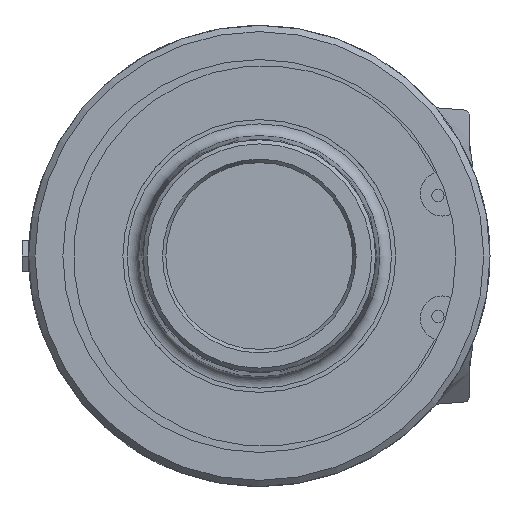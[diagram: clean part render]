
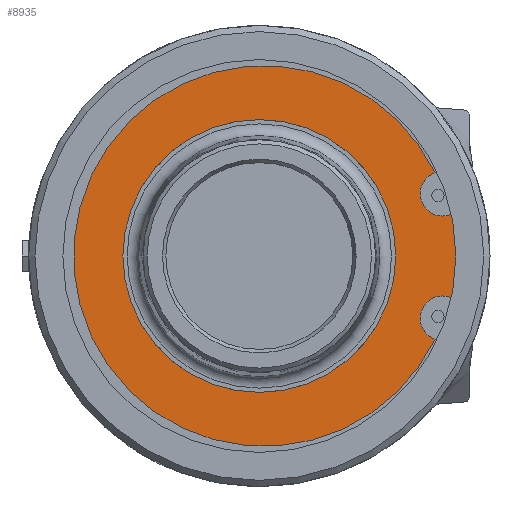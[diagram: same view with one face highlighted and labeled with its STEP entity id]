
A CAD part, left-side view. The second image highlights one B-rep face of the part: STEP entity #8935.
In plain terms, the highlighted planar face has unit normal (-1, 0, 0).
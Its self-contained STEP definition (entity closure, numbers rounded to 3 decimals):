
#340=PLANE('',#9613);
#503=FACE_BOUND('',#1658,.T.);
#1103=FACE_OUTER_BOUND('',#1657,.T.);
#1657=EDGE_LOOP('',(#6346,#6347,#6348,#6349,#6350,#6351));
#1658=EDGE_LOOP('',(#6352,#6353));
#2285=CIRCLE('',#9612,53.8);
#2286=CIRCLE('',#9614,5.682);
#2287=CIRCLE('',#9615,48.478);
#2288=CIRCLE('',#9616,5.682);
#2289=CIRCLE('',#9617,34.75);
#2290=CIRCLE('',#9618,34.75);
#2549=LINE('',#18069,#3035);
#2550=LINE('',#18071,#3036);
#3035=VECTOR('',#10490,10.);
#3036=VECTOR('',#10491,10.);
#3839=VERTEX_POINT('',#18057);
#3843=VERTEX_POINT('',#18064);
#3844=VERTEX_POINT('',#18068);
#3845=VERTEX_POINT('',#18070);
#3846=VERTEX_POINT('',#18072);
#3847=VERTEX_POINT('',#18074);
#3848=VERTEX_POINT('',#18077);
#3849=VERTEX_POINT('',#18078);
#4823=EDGE_CURVE('',#3839,#3843,#2285,.T.);
#4824=EDGE_CURVE('',#3844,#3839,#2549,.T.);
#4825=EDGE_CURVE('',#3843,#3845,#2550,.T.);
#4826=EDGE_CURVE('',#3845,#3846,#2286,.T.);
#4827=EDGE_CURVE('',#3846,#3847,#2287,.T.);
#4828=EDGE_CURVE('',#3847,#3844,#2288,.T.);
#4829=EDGE_CURVE('',#3848,#3849,#2289,.T.);
#4830=EDGE_CURVE('',#3849,#3848,#2290,.T.);
#6346=ORIENTED_EDGE('',*,*,#4824,.T.);
#6347=ORIENTED_EDGE('',*,*,#4823,.T.);
#6348=ORIENTED_EDGE('',*,*,#4825,.T.);
#6349=ORIENTED_EDGE('',*,*,#4826,.T.);
#6350=ORIENTED_EDGE('',*,*,#4827,.T.);
#6351=ORIENTED_EDGE('',*,*,#4828,.T.);
#6352=ORIENTED_EDGE('',*,*,#4829,.T.);
#6353=ORIENTED_EDGE('',*,*,#4830,.T.);
#8935=ADVANCED_FACE('',(#1103,#503),#340,.F.);
#9612=AXIS2_PLACEMENT_3D('',#18066,#10486,#10487);
#9613=AXIS2_PLACEMENT_3D('',#18067,#10488,#10489);
#9614=AXIS2_PLACEMENT_3D('',#18073,#10492,#10493);
#9615=AXIS2_PLACEMENT_3D('',#18075,#10494,#10495);
#9616=AXIS2_PLACEMENT_3D('',#18076,#10496,#10497);
#9617=AXIS2_PLACEMENT_3D('',#18079,#10498,#10499);
#9618=AXIS2_PLACEMENT_3D('',#18080,#10500,#10501);
#10486=DIRECTION('center_axis',(-1.,0.,0.));
#10487=DIRECTION('ref_axis',(0.,1.,0.));
#10488=DIRECTION('center_axis',(1.,0.,0.));
#10489=DIRECTION('ref_axis',(0.,0.,-1.));
#10490=DIRECTION('',(0.,-0.96,-0.281));
#10491=DIRECTION('',(0.,0.96,-0.281));
#10492=DIRECTION('center_axis',(1.,0.,0.));
#10493=DIRECTION('ref_axis',(0.,0.335,0.942));
#10494=DIRECTION('center_axis',(-1.,0.,0.));
#10495=DIRECTION('ref_axis',(0.,1.,0.));
#10496=DIRECTION('center_axis',(1.,0.,0.));
#10497=DIRECTION('ref_axis',(0.,-0.335,0.942));
#10498=DIRECTION('center_axis',(1.,0.,0.));
#10499=DIRECTION('ref_axis',(0.,-1.,0.));
#10500=DIRECTION('center_axis',(1.,0.,0.));
#10501=DIRECTION('ref_axis',(0.,-1.,0.));
#18057=CARTESIAN_POINT('',(10.375,-52.522,-11.656));
#18064=CARTESIAN_POINT('',(10.375,-52.522,11.656));
#18066=CARTESIAN_POINT('Origin',(10.375,0.,0.));
#18067=CARTESIAN_POINT('Origin',(10.375,26.9,0.));
#18068=CARTESIAN_POINT('',(10.375,-48.558,-10.495));
#18069=CARTESIAN_POINT('',(10.375,-14.375,-0.486));
#18070=CARTESIAN_POINT('',(10.375,-48.558,10.495));
#18071=CARTESIAN_POINT('',(10.375,-12.393,-0.094));
#18072=CARTESIAN_POINT('',(10.375,-44.751,21.202));
#18073=CARTESIAN_POINT('Origin',(10.375,-46.655,15.848));
#18074=CARTESIAN_POINT('',(10.375,-44.751,-21.202));
#18075=CARTESIAN_POINT('Origin',(10.375,-1.155,0.));
#18076=CARTESIAN_POINT('Origin',(10.375,-46.655,-15.848));
#18077=CARTESIAN_POINT('',(10.375,-34.75,0.));
#18078=CARTESIAN_POINT('',(10.375,34.75,0.));
#18079=CARTESIAN_POINT('Origin',(10.375,0.,0.));
#18080=CARTESIAN_POINT('Origin',(10.375,0.,0.));
